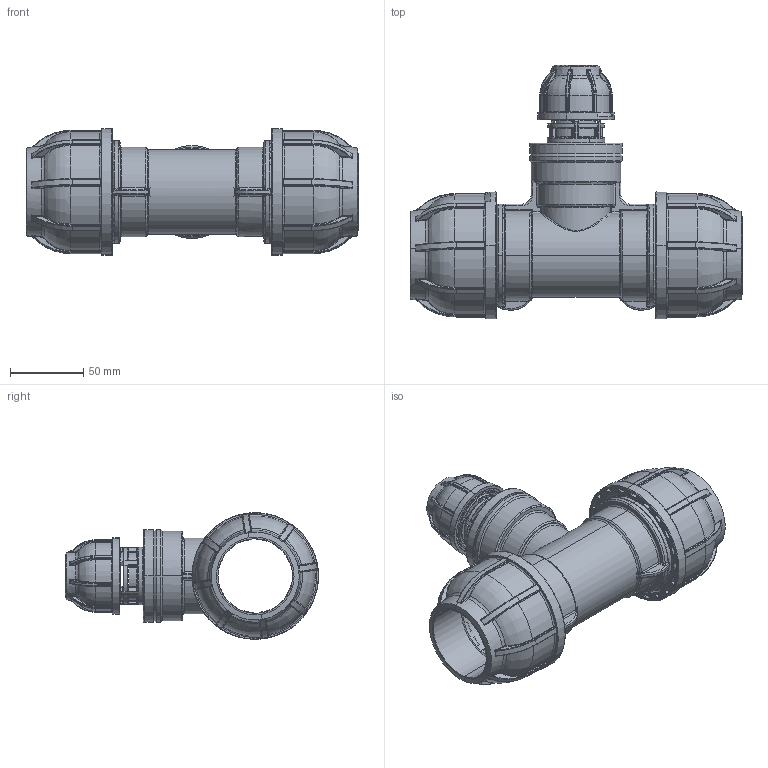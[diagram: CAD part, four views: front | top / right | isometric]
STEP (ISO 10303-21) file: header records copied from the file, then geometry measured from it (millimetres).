
FILE_DESCRIPTION (( 'STEP AP203' ), '1' );
FILE_NAME ('R217.050.025.step', '2013-11-19T09:25:57', ( 'Alusic' ), ( 'Alusic' ), 'SwSTEP 2.0', 'SolidWorks 2011', '' );
FILE_SCHEMA (( 'CONFIG_CONTROL_DESIGN' ));
Length unit declared in the file: millimetre
Products named in the file (1): R217.050.025
Bounding box: 226.9 x 172.95 x 86.5 mm (x, y, z)
Surface area: 134930.4 mm2 (no closed solid volume)
Topology: 0 solids, 97 shells, 1736 faces, 5706 edges, 3823 vertices
Faces by surface type: cylinder 538, bspline 398, plane 381, torus 342, cone 41, sphere 36
Entity records: 83076 total; most frequent: CARTESIAN_POINT 39142, ORIENTED_EDGE 8681, DIRECTION 8621, EDGE_CURVE 5664, VERTEX_POINT 3823, AXIS2_PLACEMENT_3D 3600, CIRCLE 2261, EDGE_LOOP 1750
